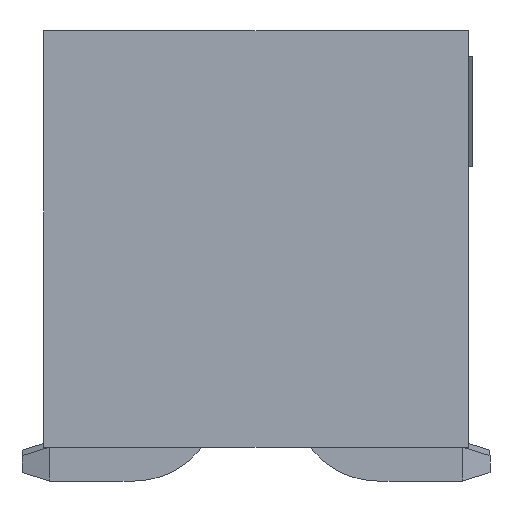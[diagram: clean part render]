
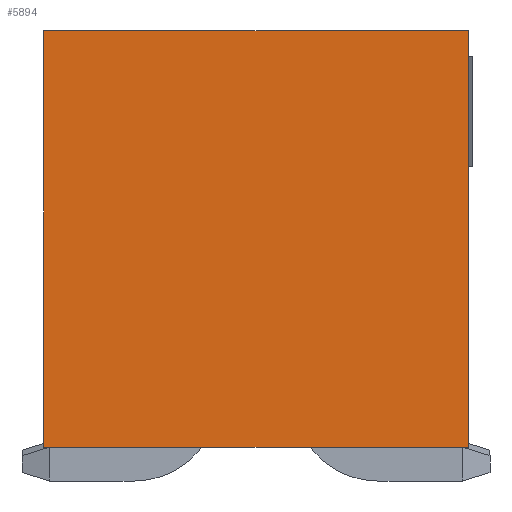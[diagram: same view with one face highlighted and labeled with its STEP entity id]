
A CAD part, left-side view. The second image highlights one B-rep face of the part: STEP entity #5894.
In plain terms, the highlighted planar face has unit normal (-1, 0, 0).
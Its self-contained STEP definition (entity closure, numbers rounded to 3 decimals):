
#827=ORIENTED_EDGE('',*,*,#1691,.F.);
#828=ORIENTED_EDGE('',*,*,#1676,.F.);
#829=ORIENTED_EDGE('',*,*,#1385,.T.);
#830=ORIENTED_EDGE('',*,*,#1808,.T.);
#1385=EDGE_CURVE('',#2026,#2025,#2437,.T.);
#1676=EDGE_CURVE('',#2026,#2230,#2728,.T.);
#1691=EDGE_CURVE('',#2230,#2237,#2743,.T.);
#1808=EDGE_CURVE('',#2025,#2237,#2860,.T.);
#2025=VERTEX_POINT('',#7385);
#2026=VERTEX_POINT('',#7387);
#2230=VERTEX_POINT('',#7960);
#2237=VERTEX_POINT('',#7983);
#2437=LINE('',#7386,#3073);
#2728=LINE('',#7959,#3364);
#2743=LINE('',#7982,#3379);
#2860=LINE('',#8214,#3496);
#3073=VECTOR('',#6264,1000.);
#3364=VECTOR('',#6711,1000.);
#3379=VECTOR('',#6728,1000.);
#3496=VECTOR('',#6903,1000.);
#3826=EDGE_LOOP('',(#827,#828,#829,#830));
#4060=FACE_BOUND('',#3826,.T.);
#4277=PLANE('',#6122);
#5894=ADVANCED_FACE('',(#4060),#4277,.T.);
#6122=AXIS2_PLACEMENT_3D('',#8215,#6904,#6905);
#6264=DIRECTION('',(0.,0.,1.));
#6711=DIRECTION('',(0.,1.,0.));
#6728=DIRECTION('',(0.,0.,1.));
#6903=DIRECTION('',(0.,1.,0.));
#6904=DIRECTION('',(-1.,0.,0.));
#6905=DIRECTION('',(0.,0.,1.));
#7385=CARTESIAN_POINT('',(-8.255,-2.5,2.45));
#7386=CARTESIAN_POINT('',(-8.255,-2.5,-2.45));
#7387=CARTESIAN_POINT('',(-8.255,-2.5,-2.45));
#7959=CARTESIAN_POINT('',(-8.255,-2.5,-2.45));
#7960=CARTESIAN_POINT('',(-8.255,2.5,-2.45));
#7982=CARTESIAN_POINT('',(-8.255,2.5,-2.45));
#7983=CARTESIAN_POINT('',(-8.255,2.5,2.45));
#8214=CARTESIAN_POINT('',(-8.255,-2.5,2.45));
#8215=CARTESIAN_POINT('',(-8.255,-2.5,-2.45));
